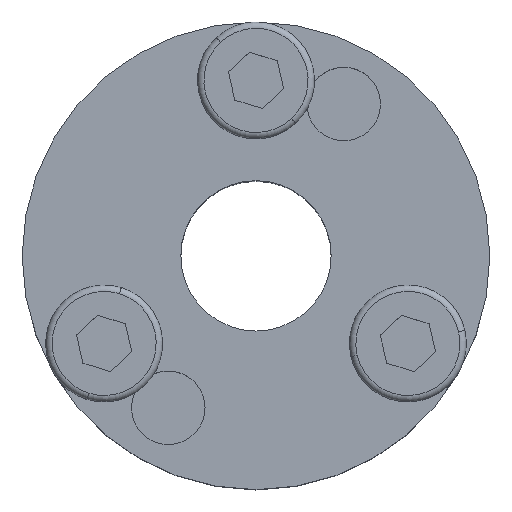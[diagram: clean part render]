
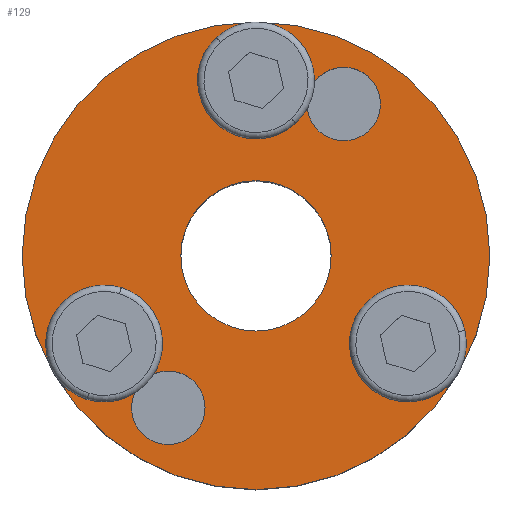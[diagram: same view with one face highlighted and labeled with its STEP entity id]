
A CAD part, top view. The second image highlights one B-rep face of the part: STEP entity #129.
In plain terms, the highlighted planar face has unit normal (0, 0, 1).
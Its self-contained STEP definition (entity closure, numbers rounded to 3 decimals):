
#6 = VERTEX_POINT ( 'NONE', #210 ) ;
#41 = VERTEX_POINT ( 'NONE', #493 ) ;
#61 = VERTEX_POINT ( 'NONE', #627 ) ;
#76 = EDGE_CURVE ( 'NONE', #1789, #1825, #844, .T. ) ;
#116 = ORIENTED_EDGE ( 'NONE', *, *, #76, .T. ) ;
#120 = EDGE_CURVE ( 'NONE', #348, #132, #1227, .T. ) ;
#123 = EDGE_LOOP ( 'NONE', ( #923, #579 ) ) ;
#129 = ADVANCED_FACE ( 'NONE', ( #1288, #1289, #1290, #1291, #1292, #1293, #1294 ), #1295, .F. ) ;
#132 = VERTEX_POINT ( 'NONE', #674 ) ;
#142 = VERTEX_POINT ( 'NONE', #176 ) ;
#149 = ORIENTED_EDGE ( 'NONE', *, *, #1963, .F. ) ;
#157 = VERTEX_POINT ( 'NONE', #235 ) ;
#176 = CARTESIAN_POINT ( 'NONE',  ( 7.45, 9.093, 0. ) ) ;
#210 = CARTESIAN_POINT ( 'NONE',  ( 3.05, 9.093, 0. ) ) ;
#235 = CARTESIAN_POINT ( 'NONE',  ( 11.293, -5.25, 0. ) ) ;
#246 = CIRCLE ( 'NONE', #248, 2.2 ) ;
#248 = AXIS2_PLACEMENT_3D ( 'NONE', #249, #250, #251 ) ;
#249 = CARTESIAN_POINT ( 'NONE',  ( 9.093, -5.25, 0. ) ) ;
#250 = DIRECTION ( 'NONE',  ( 0., 0., 1. ) ) ;
#251 = DIRECTION ( 'NONE',  ( -0.5, -0.866, 0. ) ) ;
#262 = CARTESIAN_POINT ( 'NONE',  ( -4.5, 0., 0. ) ) ;
#264 = EDGE_CURVE ( 'NONE', #61, #598, #280, .T. ) ;
#275 = CARTESIAN_POINT ( 'NONE',  ( -14., 0., 0. ) ) ;
#280 = CIRCLE ( 'NONE', #281, 2.2 ) ;
#281 = AXIS2_PLACEMENT_3D ( 'NONE', #282, #283, #284 ) ;
#282 = CARTESIAN_POINT ( 'NONE',  ( 0., 10.5, 0. ) ) ;
#283 = DIRECTION ( 'NONE',  ( 0., 0., 1. ) ) ;
#284 = DIRECTION ( 'NONE',  ( 1., 0., 0. ) ) ;
#314 = ORIENTED_EDGE ( 'NONE', *, *, #264, .F. ) ;
#323 = CARTESIAN_POINT ( 'NONE',  ( -11.293, -5.25, 0. ) ) ;
#336 = CIRCLE ( 'NONE', #337, 2.2 ) ;
#337 = AXIS2_PLACEMENT_3D ( 'NONE', #338, #339, #340 ) ;
#338 = CARTESIAN_POINT ( 'NONE',  ( 9.093, -5.25, 0. ) ) ;
#339 = DIRECTION ( 'NONE',  ( 0., 0., 1. ) ) ;
#340 = DIRECTION ( 'NONE',  ( -0.5, -0.866, 0. ) ) ;
#348 = VERTEX_POINT ( 'NONE', #323 ) ;
#370 = EDGE_CURVE ( 'NONE', #157, #1540, #336, .T. ) ;
#371 = ORIENTED_EDGE ( 'NONE', *, *, #1821, .F. ) ;
#435 = CARTESIAN_POINT ( 'NONE',  ( -2.2, 10.5, 0. ) ) ;
#490 = ORIENTED_EDGE ( 'NONE', *, *, #370, .F. ) ;
#493 = CARTESIAN_POINT ( 'NONE',  ( 4.5, 0., 0. ) ) ;
#519 = CIRCLE ( 'NONE', #520, 2.2 ) ;
#520 = AXIS2_PLACEMENT_3D ( 'NONE', #521, #522, #523 ) ;
#521 = CARTESIAN_POINT ( 'NONE',  ( -9.093, -5.25, 0. ) ) ;
#522 = DIRECTION ( 'NONE',  ( 0., 0., 1. ) ) ;
#523 = DIRECTION ( 'NONE',  ( -0.5, 0.866, 0. ) ) ;
#553 = CARTESIAN_POINT ( 'NONE',  ( -7.45, -9.093, 0. ) ) ;
#579 = ORIENTED_EDGE ( 'NONE', *, *, #120, .F. ) ;
#598 = VERTEX_POINT ( 'NONE', #435 ) ;
#611 = CIRCLE ( 'NONE', #612, 2.2 ) ;
#612 = AXIS2_PLACEMENT_3D ( 'NONE', #613, #614, #621 ) ;
#613 = CARTESIAN_POINT ( 'NONE',  ( 5.25, 9.093, 0. ) ) ;
#614 = DIRECTION ( 'NONE',  ( 0., 0., 1. ) ) ;
#621 = DIRECTION ( 'NONE',  ( 1., 0., 0. ) ) ;
#627 = CARTESIAN_POINT ( 'NONE',  ( 2.2, 10.5, 0. ) ) ;
#674 = CARTESIAN_POINT ( 'NONE',  ( -6.893, -5.25, 0. ) ) ;
#721 = CIRCLE ( 'NONE', #722, 2.2 ) ;
#722 = AXIS2_PLACEMENT_3D ( 'NONE', #723, #724, #725 ) ;
#723 = CARTESIAN_POINT ( 'NONE',  ( 5.25, 9.093, 0. ) ) ;
#724 = DIRECTION ( 'NONE',  ( 0., 0., 1. ) ) ;
#725 = DIRECTION ( 'NONE',  ( 1., 0., 0. ) ) ;
#763 = EDGE_CURVE ( 'NONE', #132, #348, #519, .T. ) ;
#816 = VERTEX_POINT ( 'NONE', #553 ) ;
#844 = CIRCLE ( 'NONE', #845, 14. ) ;
#845 = AXIS2_PLACEMENT_3D ( 'NONE', #846, #847, #848 ) ;
#846 = CARTESIAN_POINT ( 'NONE',  ( 0., 0., 0. ) ) ;
#847 = DIRECTION ( 'NONE',  ( 0., 0., 1. ) ) ;
#848 = DIRECTION ( 'NONE',  ( 1., 0., 0. ) ) ;
#923 = ORIENTED_EDGE ( 'NONE', *, *, #763, .F. ) ;
#940 = ORIENTED_EDGE ( 'NONE', *, *, #1984, .F. ) ;
#993 = EDGE_CURVE ( 'NONE', #142, #6, #611, .T. ) ;
#1000 = CARTESIAN_POINT ( 'NONE',  ( 6.893, -5.25, 0. ) ) ;
#1002 = CIRCLE ( 'NONE', #1003, 2.2 ) ;
#1003 = AXIS2_PLACEMENT_3D ( 'NONE', #1004, #1005, #1006 ) ;
#1004 = CARTESIAN_POINT ( 'NONE',  ( -5.25, -9.093, 0. ) ) ;
#1005 = DIRECTION ( 'NONE',  ( 0., 0., 1. ) ) ;
#1006 = DIRECTION ( 'NONE',  ( 1., 0., 0. ) ) ;
#1008 = CIRCLE ( 'NONE', #1009, 4.5 ) ;
#1009 = AXIS2_PLACEMENT_3D ( 'NONE', #1010, #1011, #1012 ) ;
#1010 = CARTESIAN_POINT ( 'NONE',  ( 0., 0., 0. ) ) ;
#1011 = DIRECTION ( 'NONE',  ( 0., 0., 1. ) ) ;
#1012 = DIRECTION ( 'NONE',  ( 1., 0., 0. ) ) ;
#1027 = CIRCLE ( 'NONE', #1028, 14. ) ;
#1028 = AXIS2_PLACEMENT_3D ( 'NONE', #1029, #1030, #1035 ) ;
#1029 = CARTESIAN_POINT ( 'NONE',  ( 0., 0., 0. ) ) ;
#1030 = DIRECTION ( 'NONE',  ( 0., 0., 1. ) ) ;
#1035 = DIRECTION ( 'NONE',  ( 1., 0., 0. ) ) ;
#1122 = ORIENTED_EDGE ( 'NONE', *, *, #993, .F. ) ;
#1129 = CIRCLE ( 'NONE', #1130, 2.2 ) ;
#1130 = AXIS2_PLACEMENT_3D ( 'NONE', #1131, #1132, #1133 ) ;
#1131 = CARTESIAN_POINT ( 'NONE',  ( -5.25, -9.093, 0. ) ) ;
#1132 = DIRECTION ( 'NONE',  ( 0., 0., 1. ) ) ;
#1133 = DIRECTION ( 'NONE',  ( 1., 0., 0. ) ) ;
#1160 = EDGE_LOOP ( 'NONE', ( #1629, #1459 ) ) ;
#1171 = CIRCLE ( 'NONE', #1172, 4.5 ) ;
#1172 = AXIS2_PLACEMENT_3D ( 'NONE', #1173, #1174, #1175 ) ;
#1173 = CARTESIAN_POINT ( 'NONE',  ( 0., 0., 0. ) ) ;
#1174 = DIRECTION ( 'NONE',  ( 0., 0., 1. ) ) ;
#1175 = DIRECTION ( 'NONE',  ( 1., 0., 0. ) ) ;
#1222 = CIRCLE ( 'NONE', #1223, 2.2 ) ;
#1223 = AXIS2_PLACEMENT_3D ( 'NONE', #1224, #1225, #1226 ) ;
#1224 = CARTESIAN_POINT ( 'NONE',  ( 0., 10.5, 0. ) ) ;
#1225 = DIRECTION ( 'NONE',  ( 0., 0., 1. ) ) ;
#1226 = DIRECTION ( 'NONE',  ( 1., 0., 0. ) ) ;
#1227 = CIRCLE ( 'NONE', #1228, 2.2 ) ;
#1228 = AXIS2_PLACEMENT_3D ( 'NONE', #1229, #1230, #1232 ) ;
#1229 = CARTESIAN_POINT ( 'NONE',  ( -9.093, -5.25, 0. ) ) ;
#1230 = DIRECTION ( 'NONE',  ( 0., 0., 1. ) ) ;
#1232 = DIRECTION ( 'NONE',  ( -0.5, 0.866, 0. ) ) ;
#1254 = CARTESIAN_POINT ( 'NONE',  ( 14., 0., 0. ) ) ;
#1278 = CARTESIAN_POINT ( 'NONE',  ( -3.05, -9.093, 0. ) ) ;
#1288 = FACE_BOUND ( 'NONE', #1160, .T. ) ;
#1289 = FACE_BOUND ( 'NONE', #1961, .T. ) ;
#1290 = FACE_BOUND ( 'NONE', #123, .T. ) ;
#1291 = FACE_BOUND ( 'NONE', #1575, .T. ) ;
#1292 = FACE_BOUND ( 'NONE', #1843, .T. ) ;
#1293 = FACE_BOUND ( 'NONE', #1858, .T. ) ;
#1294 = FACE_OUTER_BOUND ( 'NONE', #1796, .T. ) ;
#1295 = PLANE ( 'NONE',  #1296 ) ;
#1296 = AXIS2_PLACEMENT_3D ( 'NONE', #1297, #1298, #1299 ) ;
#1297 = CARTESIAN_POINT ( 'NONE',  ( 0., 14., 0. ) ) ;
#1298 = DIRECTION ( 'NONE',  ( 0., 0., -1. ) ) ;
#1299 = DIRECTION ( 'NONE',  ( -1., 0., 0. ) ) ;
#1459 = ORIENTED_EDGE ( 'NONE', *, *, #1759, .F. ) ;
#1540 = VERTEX_POINT ( 'NONE', #1000 ) ;
#1574 = EDGE_CURVE ( 'NONE', #1793, #816, #1002, .T. ) ;
#1575 = EDGE_LOOP ( 'NONE', ( #490, #371 ) ) ;
#1594 = EDGE_CURVE ( 'NONE', #2009, #41, #1008, .T. ) ;
#1629 = ORIENTED_EDGE ( 'NONE', *, *, #1574, .F. ) ;
#1664 = EDGE_CURVE ( 'NONE', #1825, #1789, #1027, .T. ) ;
#1759 = EDGE_CURVE ( 'NONE', #816, #1793, #1129, .T. ) ;
#1789 = VERTEX_POINT ( 'NONE', #1254 ) ;
#1793 = VERTEX_POINT ( 'NONE', #1278 ) ;
#1796 = EDGE_LOOP ( 'NONE', ( #116, #1947 ) ) ;
#1821 = EDGE_CURVE ( 'NONE', #1540, #157, #246, .T. ) ;
#1825 = VERTEX_POINT ( 'NONE', #275 ) ;
#1843 = EDGE_LOOP ( 'NONE', ( #314, #149 ) ) ;
#1858 = EDGE_LOOP ( 'NONE', ( #1949, #1950 ) ) ;
#1947 = ORIENTED_EDGE ( 'NONE', *, *, #1664, .T. ) ;
#1949 = ORIENTED_EDGE ( 'NONE', *, *, #1953, .F. ) ;
#1950 = ORIENTED_EDGE ( 'NONE', *, *, #1594, .F. ) ;
#1953 = EDGE_CURVE ( 'NONE', #41, #2009, #1171, .T. ) ;
#1961 = EDGE_LOOP ( 'NONE', ( #1122, #940 ) ) ;
#1963 = EDGE_CURVE ( 'NONE', #598, #61, #1222, .T. ) ;
#1984 = EDGE_CURVE ( 'NONE', #6, #142, #721, .T. ) ;
#2009 = VERTEX_POINT ( 'NONE', #262 ) ;
